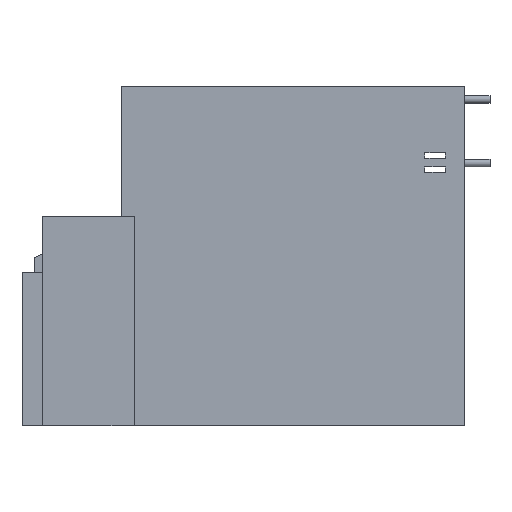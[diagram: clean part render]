
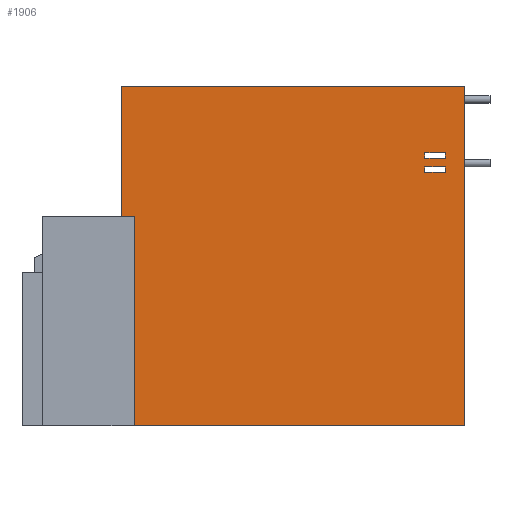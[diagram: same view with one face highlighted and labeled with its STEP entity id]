
A CAD part, front view. The second image highlights one B-rep face of the part: STEP entity #1906.
In plain terms, the highlighted planar face has unit normal (0, -1, 0).
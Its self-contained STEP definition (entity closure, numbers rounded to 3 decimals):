
#27=FACE_BOUND('',#231,.T.);
#28=FACE_BOUND('',#232,.T.);
#121=FACE_OUTER_BOUND('',#230,.T.);
#230=EDGE_LOOP('',(#1608,#1609,#1610,#1611,#1612,#1613));
#231=EDGE_LOOP('',(#1614,#1615,#1616,#1617));
#232=EDGE_LOOP('',(#1618,#1619,#1620,#1621));
#330=LINE('',#2672,#587);
#370=LINE('',#2771,#627);
#392=LINE('',#2815,#649);
#418=LINE('',#2869,#675);
#422=LINE('',#2877,#679);
#425=LINE('',#2883,#682);
#428=LINE('',#2888,#685);
#430=LINE('',#2893,#687);
#433=LINE('',#2898,#690);
#436=LINE('',#2904,#693);
#439=LINE('',#2909,#696);
#478=LINE('',#2985,#735);
#479=LINE('',#2987,#736);
#480=LINE('',#2988,#737);
#587=VECTOR('',#2165,10.);
#627=VECTOR('',#2251,10.);
#649=VECTOR('',#2283,10.);
#675=VECTOR('',#2335,10.);
#679=VECTOR('',#2341,10.);
#682=VECTOR('',#2346,10.);
#685=VECTOR('',#2351,10.);
#687=VECTOR('',#2355,10.);
#690=VECTOR('',#2360,10.);
#693=VECTOR('',#2365,10.);
#696=VECTOR('',#2370,10.);
#735=VECTOR('',#2445,10.);
#736=VECTOR('',#2446,10.);
#737=VECTOR('',#2447,10.);
#825=VERTEX_POINT('',#2669);
#826=VERTEX_POINT('',#2671);
#862=VERTEX_POINT('',#2769);
#879=VERTEX_POINT('',#2813);
#893=VERTEX_POINT('',#2867);
#894=VERTEX_POINT('',#2868);
#897=VERTEX_POINT('',#2876);
#899=VERTEX_POINT('',#2882);
#901=VERTEX_POINT('',#2891);
#902=VERTEX_POINT('',#2892);
#903=VERTEX_POINT('',#2897);
#905=VERTEX_POINT('',#2903);
#925=VERTEX_POINT('',#2984);
#926=VERTEX_POINT('',#2986);
#1017=EDGE_CURVE('',#825,#826,#330,.T.);
#1065=EDGE_CURVE('',#862,#825,#370,.F.);
#1087=EDGE_CURVE('',#862,#879,#392,.T.);
#1113=EDGE_CURVE('',#893,#894,#418,.T.);
#1117=EDGE_CURVE('',#894,#897,#422,.T.);
#1120=EDGE_CURVE('',#897,#899,#425,.T.);
#1123=EDGE_CURVE('',#899,#893,#428,.T.);
#1125=EDGE_CURVE('',#901,#902,#430,.T.);
#1128=EDGE_CURVE('',#902,#903,#433,.T.);
#1131=EDGE_CURVE('',#903,#905,#436,.T.);
#1134=EDGE_CURVE('',#905,#901,#439,.T.);
#1173=EDGE_CURVE('',#925,#879,#478,.T.);
#1174=EDGE_CURVE('',#926,#925,#479,.T.);
#1175=EDGE_CURVE('',#826,#926,#480,.T.);
#1608=ORIENTED_EDGE('',*,*,#1087,.T.);
#1609=ORIENTED_EDGE('',*,*,#1173,.F.);
#1610=ORIENTED_EDGE('',*,*,#1174,.F.);
#1611=ORIENTED_EDGE('',*,*,#1175,.F.);
#1612=ORIENTED_EDGE('',*,*,#1017,.F.);
#1613=ORIENTED_EDGE('',*,*,#1065,.F.);
#1614=ORIENTED_EDGE('',*,*,#1120,.T.);
#1615=ORIENTED_EDGE('',*,*,#1123,.T.);
#1616=ORIENTED_EDGE('',*,*,#1113,.T.);
#1617=ORIENTED_EDGE('',*,*,#1117,.T.);
#1618=ORIENTED_EDGE('',*,*,#1131,.T.);
#1619=ORIENTED_EDGE('',*,*,#1134,.T.);
#1620=ORIENTED_EDGE('',*,*,#1125,.T.);
#1621=ORIENTED_EDGE('',*,*,#1128,.T.);
#1809=PLANE('',#2025);
#1906=ADVANCED_FACE('',(#121,#27,#28),#1809,.T.);
#2025=AXIS2_PLACEMENT_3D('',#2983,#2443,#2444);
#2165=DIRECTION('',(-1.,0.,0.));
#2251=DIRECTION('',(0.,0.,1.));
#2283=DIRECTION('',(-1.,0.,0.));
#2335=DIRECTION('',(0.,0.,-1.));
#2341=DIRECTION('',(-1.,0.,0.));
#2346=DIRECTION('',(0.,0.,1.));
#2351=DIRECTION('',(1.,0.,0.));
#2355=DIRECTION('',(-1.,0.,0.));
#2360=DIRECTION('',(0.,0.,1.));
#2365=DIRECTION('',(1.,0.,0.));
#2370=DIRECTION('',(0.,0.,-1.));
#2443=DIRECTION('center_axis',(0.,-1.,0.));
#2444=DIRECTION('ref_axis',(0.,0.,
1.));
#2445=DIRECTION('',(0.,0.,1.));
#2446=DIRECTION('',(-1.,0.,0.));
#2447=DIRECTION('',(0.,0.,1.));
#2669=CARTESIAN_POINT('',(33.763,-8.356,-25.));
#2671=CARTESIAN_POINT('',(-31.,-8.356,-25.));
#2672=CARTESIAN_POINT('',(30.713,-8.356,-25.));
#2769=CARTESIAN_POINT('',(33.763,-8.356,41.592));
#2771=CARTESIAN_POINT('',(33.763,-8.356,22.592));
#2813=CARTESIAN_POINT('',(-33.5,-8.356,41.592));
#2815=CARTESIAN_POINT('',(30.713,-8.356,41.592));
#2867=CARTESIAN_POINT('',(30.,-8.356,28.5));
#2868=CARTESIAN_POINT('',(30.,-8.356,27.5));
#2869=CARTESIAN_POINT('',(30.,-8.356,13.75));
#2876=CARTESIAN_POINT('',(26.,-8.356,27.5));
#2877=CARTESIAN_POINT('',(28.356,-8.356,27.5));
#2882=CARTESIAN_POINT('',(26.,-8.356,28.5));
#2883=CARTESIAN_POINT('',(26.,-8.356,14.25));
#2888=CARTESIAN_POINT('',(30.356,-8.356,28.5));
#2891=CARTESIAN_POINT('',(29.99,-8.356,24.75));
#2892=CARTESIAN_POINT('',(25.99,-8.356,24.75));
#2893=CARTESIAN_POINT('',(28.351,-8.356,24.75));
#2897=CARTESIAN_POINT('',(25.99,-8.356,25.75));
#2898=CARTESIAN_POINT('',(25.99,-8.356,12.875));
#2903=CARTESIAN_POINT('',(29.99,-8.356,25.75));
#2904=CARTESIAN_POINT('',(30.351,-8.356,25.75));
#2909=CARTESIAN_POINT('',(29.99,-8.356,12.375));
#2983=CARTESIAN_POINT('Origin',(30.713,-8.356,0.));
#2984=CARTESIAN_POINT('',(-33.5,-8.356,16.));
#2985=CARTESIAN_POINT('',(-33.5,-8.356,16.));
#2986=CARTESIAN_POINT('',(-31.,-8.356,16.));
#2987=CARTESIAN_POINT('',(-35.5,-8.356,16.));
#2988=CARTESIAN_POINT('',(-31.,-8.356,0.));
